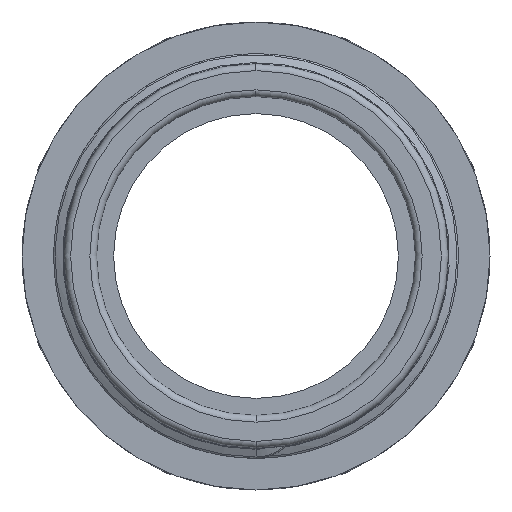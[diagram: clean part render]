
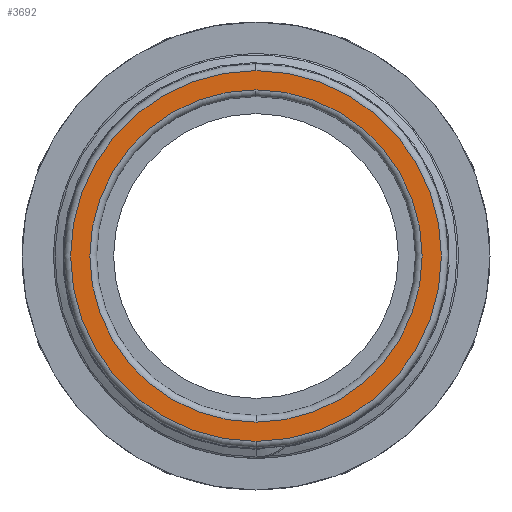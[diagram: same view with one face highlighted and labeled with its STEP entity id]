
A CAD part, left-side view. The second image highlights one B-rep face of the part: STEP entity #3692.
In plain terms, the highlighted planar face has unit normal (-1, 0, 0).
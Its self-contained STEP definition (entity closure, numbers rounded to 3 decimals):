
#1368 = CIRCLE ( 'NONE', #1371, 27.328 ) ;
#1371 = AXIS2_PLACEMENT_3D ( 'NONE', #10665, #10666, #10667 ) ;
#1384 = CIRCLE ( 'NONE', #1391, 24.5 ) ;
#1391 = AXIS2_PLACEMENT_3D ( 'NONE', #10695, #10696, #10697 ) ;
#1488 = AXIS2_PLACEMENT_3D ( 'NONE', #12578, #12585, #12586 ) ;
#1684 = CIRCLE ( 'NONE', #1687, 24.5 ) ;
#1686 = CIRCLE ( 'NONE', #1689, 27.328 ) ;
#1687 = AXIS2_PLACEMENT_3D ( 'NONE', #7810, #7811, #7812 ) ;
#1689 = AXIS2_PLACEMENT_3D ( 'NONE', #7815, #7816, #7817 ) ;
#2505 = EDGE_CURVE ( 'NONE', #13339, #13285, #1368, .T. ) ;
#2515 = EDGE_CURVE ( 'NONE', #13282, #13278, #1384, .T. ) ;
#3692 = ADVANCED_FACE ( 'NONE', ( #12582, #12574 ), #12583, .F. ) ;
#4118 = EDGE_CURVE ( 'NONE', #13278, #13282, #1684, .T. ) ;
#4119 = EDGE_CURVE ( 'NONE', #13285, #13339, #1686, .T. ) ;
#5585 = ORIENTED_EDGE ( 'NONE', *, *, #2515, .T. ) ;
#5586 = ORIENTED_EDGE ( 'NONE', *, *, #4118, .T. ) ;
#5587 = ORIENTED_EDGE ( 'NONE', *, *, #4119, .T. ) ;
#5588 = ORIENTED_EDGE ( 'NONE', *, *, #2505, .T. ) ;
#7810 = CARTESIAN_POINT ( 'NONE',  ( 0., 0., 0. ) ) ;
#7811 = DIRECTION ( 'NONE',  ( 1., 0., 0. ) ) ;
#7812 = DIRECTION ( 'NONE',  ( 0., 0., -1. ) ) ;
#7815 = CARTESIAN_POINT ( 'NONE',  ( 0., 0., 0. ) ) ;
#7816 = DIRECTION ( 'NONE',  ( -1., 0., 0. ) ) ;
#7817 = DIRECTION ( 'NONE',  ( 0., 0., -1. ) ) ;
#7996 = CARTESIAN_POINT ( 'NONE',  ( 0., 0., 24.5 ) ) ;
#8001 = CARTESIAN_POINT ( 'NONE',  ( 0., 0., -24.5 ) ) ;
#8017 = CARTESIAN_POINT ( 'NONE',  ( 0., 0., -27.328 ) ) ;
#8070 = CARTESIAN_POINT ( 'NONE',  ( 0., 0., 27.328 ) ) ;
#8325 = EDGE_LOOP ( 'NONE', ( #5587, #5588 ) ) ;
#8332 = EDGE_LOOP ( 'NONE', ( #5585, #5586 ) ) ;
#10665 = CARTESIAN_POINT ( 'NONE',  ( 0., 0., 0. ) ) ;
#10666 = DIRECTION ( 'NONE',  ( -1., 0., 0. ) ) ;
#10667 = DIRECTION ( 'NONE',  ( 0., 0., -1. ) ) ;
#10695 = CARTESIAN_POINT ( 'NONE',  ( 0., 0., 0. ) ) ;
#10696 = DIRECTION ( 'NONE',  ( 1., 0., 0. ) ) ;
#10697 = DIRECTION ( 'NONE',  ( 0., 0., -1. ) ) ;
#12574 = FACE_OUTER_BOUND ( 'NONE', #8325, .T. ) ;
#12578 = CARTESIAN_POINT ( 'NONE',  ( 0., 0., -23.5 ) ) ;
#12582 = FACE_BOUND ( 'NONE', #8332, .T. ) ;
#12583 = PLANE ( 'NONE',  #1488 ) ;
#12585 = DIRECTION ( 'NONE',  ( 1., 0., 0. ) ) ;
#12586 = DIRECTION ( 'NONE',  ( 0., 0., -1. ) ) ;
#13278 = VERTEX_POINT ( 'NONE', #7996 ) ;
#13282 = VERTEX_POINT ( 'NONE', #8001 ) ;
#13285 = VERTEX_POINT ( 'NONE', #8017 ) ;
#13339 = VERTEX_POINT ( 'NONE', #8070 ) ;
